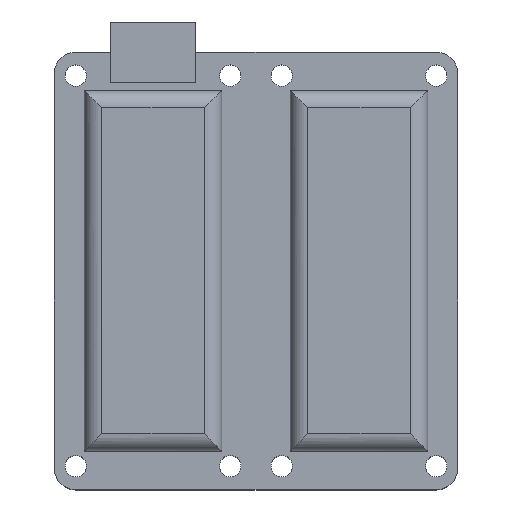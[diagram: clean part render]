
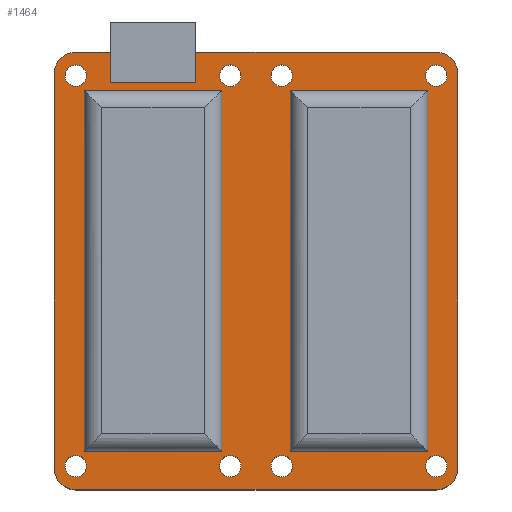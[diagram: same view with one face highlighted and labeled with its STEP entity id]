
A CAD part, top view. The second image highlights one B-rep face of the part: STEP entity #1464.
In plain terms, the highlighted planar face has unit normal (0, 0, 1).
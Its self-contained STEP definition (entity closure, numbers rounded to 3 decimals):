
#63=FACE_BOUND('',#295,.T.);
#64=FACE_BOUND('',#296,.T.);
#65=FACE_BOUND('',#297,.T.);
#66=FACE_BOUND('',#298,.T.);
#67=FACE_BOUND('',#299,.T.);
#68=FACE_BOUND('',#300,.T.);
#69=FACE_BOUND('',#301,.T.);
#70=FACE_BOUND('',#302,.T.);
#106=PLANE('',#1620);
#184=FACE_OUTER_BOUND('',#294,.T.);
#294=EDGE_LOOP('',(#1253,#1254,#1255,#1256,#1257,#1258,#1259,#1260));
#295=EDGE_LOOP('',(#1261));
#296=EDGE_LOOP('',(#1262));
#297=EDGE_LOOP('',(#1263));
#298=EDGE_LOOP('',(#1264));
#299=EDGE_LOOP('',(#1265));
#300=EDGE_LOOP('',(#1266));
#301=EDGE_LOOP('',(#1267));
#302=EDGE_LOOP('',(#1268));
#405=LINE('',#2298,#545);
#411=LINE('',#2334,#551);
#414=LINE('',#2342,#554);
#424=LINE('',#2380,#564);
#545=VECTOR('',#1873,10.);
#551=VECTOR('',#1909,10.);
#554=VECTOR('',#1918,10.);
#564=VECTOR('',#1966,10.);
#633=CIRCLE('',#1580,2.5);
#646=CIRCLE('',#1596,2.5);
#647=CIRCLE('',#1599,2.5);
#648=CIRCLE('',#1602,2.5);
#649=CIRCLE('',#1604,1.25);
#650=CIRCLE('',#1606,1.25);
#651=CIRCLE('',#1608,1.25);
#652=CIRCLE('',#1610,1.25);
#653=CIRCLE('',#1612,1.25);
#654=CIRCLE('',#1614,1.25);
#655=CIRCLE('',#1616,1.25);
#656=CIRCLE('',#1618,1.25);
#721=VERTEX_POINT('',#2285);
#722=VERTEX_POINT('',#2286);
#726=VERTEX_POINT('',#2296);
#740=VERTEX_POINT('',#2328);
#741=VERTEX_POINT('',#2332);
#742=VERTEX_POINT('',#2336);
#743=VERTEX_POINT('',#2340);
#744=VERTEX_POINT('',#2344);
#745=VERTEX_POINT('',#2348);
#746=VERTEX_POINT('',#2352);
#747=VERTEX_POINT('',#2356);
#748=VERTEX_POINT('',#2360);
#749=VERTEX_POINT('',#2364);
#750=VERTEX_POINT('',#2368);
#751=VERTEX_POINT('',#2372);
#752=VERTEX_POINT('',#2376);
#881=EDGE_CURVE('',#721,#722,#633,.T.);
#887=EDGE_CURVE('',#721,#726,#405,.T.);
#902=EDGE_CURVE('',#740,#726,#646,.T.);
#905=EDGE_CURVE('',#740,#741,#411,.T.);
#906=EDGE_CURVE('',#742,#741,#647,.T.);
#909=EDGE_CURVE('',#742,#743,#414,.T.);
#910=EDGE_CURVE('',#744,#743,#648,.T.);
#912=EDGE_CURVE('',#745,#745,#649,.T.);
#914=EDGE_CURVE('',#746,#746,#650,.T.);
#916=EDGE_CURVE('',#747,#747,#651,.T.);
#918=EDGE_CURVE('',#748,#748,#652,.T.);
#920=EDGE_CURVE('',#749,#749,#653,.T.);
#922=EDGE_CURVE('',#750,#750,#654,.T.);
#924=EDGE_CURVE('',#751,#751,#655,.T.);
#926=EDGE_CURVE('',#752,#752,#656,.T.);
#928=EDGE_CURVE('',#744,#722,#424,.T.);
#1253=ORIENTED_EDGE('',*,*,#881,.F.);
#1254=ORIENTED_EDGE('',*,*,#887,.T.);
#1255=ORIENTED_EDGE('',*,*,#902,.F.);
#1256=ORIENTED_EDGE('',*,*,#905,.T.);
#1257=ORIENTED_EDGE('',*,*,#906,.F.);
#1258=ORIENTED_EDGE('',*,*,#909,.T.);
#1259=ORIENTED_EDGE('',*,*,#910,.F.);
#1260=ORIENTED_EDGE('',*,*,#928,.T.);
#1261=ORIENTED_EDGE('',*,*,#926,.T.);
#1262=ORIENTED_EDGE('',*,*,#924,.T.);
#1263=ORIENTED_EDGE('',*,*,#922,.T.);
#1264=ORIENTED_EDGE('',*,*,#920,.T.);
#1265=ORIENTED_EDGE('',*,*,#918,.T.);
#1266=ORIENTED_EDGE('',*,*,#916,.T.);
#1267=ORIENTED_EDGE('',*,*,#914,.T.);
#1268=ORIENTED_EDGE('',*,*,#912,.T.);
#1464=ADVANCED_FACE('',(#184,#63,#64,#65,#66,#67,#68,#69,#70),#106,.T.);
#1580=AXIS2_PLACEMENT_3D('',#2287,#1863,#1864);
#1596=AXIS2_PLACEMENT_3D('',#2329,#1903,#1904);
#1599=AXIS2_PLACEMENT_3D('',#2337,#1912,#1913);
#1602=AXIS2_PLACEMENT_3D('',#2345,#1921,#1922);
#1604=AXIS2_PLACEMENT_3D('',#2349,#1926,#1927);
#1606=AXIS2_PLACEMENT_3D('',#2353,#1931,#1932);
#1608=AXIS2_PLACEMENT_3D('',#2357,#1936,#1937);
#1610=AXIS2_PLACEMENT_3D('',#2361,#1941,#1942);
#1612=AXIS2_PLACEMENT_3D('',#2365,#1946,#1947);
#1614=AXIS2_PLACEMENT_3D('',#2369,#1951,#1952);
#1616=AXIS2_PLACEMENT_3D('',#2373,#1956,#1957);
#1618=AXIS2_PLACEMENT_3D('',#2377,#1961,#1962);
#1620=AXIS2_PLACEMENT_3D('',#2381,#1967,#1968);
#1863=DIRECTION('center_axis',(0.,0.,-1.));
#1864=DIRECTION('ref_axis',(0.707,0.707,0.));
#1873=DIRECTION('',(-1.,0.,0.));
#1903=DIRECTION('center_axis',(0.,0.,-1.));
#1904=DIRECTION('ref_axis',(-0.707,0.707,0.));
#1909=DIRECTION('',(0.,-1.,0.));
#1912=DIRECTION('center_axis',(0.,0.,-1.));
#1913=DIRECTION('ref_axis',(-0.707,-0.707,0.));
#1918=DIRECTION('',(1.,0.,0.));
#1921=DIRECTION('center_axis',(0.,0.,-1.));
#1922=DIRECTION('ref_axis',(0.707,-0.707,0.));
#1926=DIRECTION('center_axis',(0.,0.,-1.));
#1927=DIRECTION('ref_axis',(1.,0.,0.));
#1931=DIRECTION('center_axis',(0.,0.,-1.));
#1932=DIRECTION('ref_axis',(1.,0.,0.));
#1936=DIRECTION('center_axis',(0.,0.,-1.));
#1937=DIRECTION('ref_axis',(1.,0.,0.));
#1941=DIRECTION('center_axis',(0.,0.,-1.));
#1942=DIRECTION('ref_axis',(1.,0.,0.));
#1946=DIRECTION('center_axis',(0.,0.,-1.));
#1947=DIRECTION('ref_axis',(1.,0.,0.));
#1951=DIRECTION('center_axis',(0.,0.,-1.));
#1952=DIRECTION('ref_axis',(1.,0.,0.));
#1956=DIRECTION('center_axis',(0.,0.,-1.));
#1957=DIRECTION('ref_axis',(1.,0.,0.));
#1961=DIRECTION('center_axis',(0.,0.,-1.));
#1962=DIRECTION('ref_axis',(1.,0.,0.));
#1966=DIRECTION('',(0.,1.,0.));
#1967=DIRECTION('center_axis',(0.,0.,1.));
#1968=DIRECTION('ref_axis',(1.,0.,0.));
#2285=CARTESIAN_POINT('',(21.,25.5,14.2));
#2286=CARTESIAN_POINT('',(23.5,23.,14.2));
#2287=CARTESIAN_POINT('Origin',(21.,23.,14.2));
#2296=CARTESIAN_POINT('',(-21.,25.5,14.2));
#2298=CARTESIAN_POINT('',(-23.5,25.5,14.2));
#2328=CARTESIAN_POINT('',(-23.5,23.,14.2));
#2329=CARTESIAN_POINT('Origin',(-21.,23.,14.2));
#2332=CARTESIAN_POINT('',(-23.5,-23.,14.2));
#2334=CARTESIAN_POINT('',(-23.5,-25.5,14.2));
#2336=CARTESIAN_POINT('',(-21.,-25.5,14.2));
#2337=CARTESIAN_POINT('Origin',(-21.,-23.,14.2));
#2340=CARTESIAN_POINT('',(21.,-25.5,14.2));
#2342=CARTESIAN_POINT('',(23.5,-25.5,14.2));
#2344=CARTESIAN_POINT('',(23.5,-23.,14.2));
#2345=CARTESIAN_POINT('Origin',(21.,-23.,14.2));
#2348=CARTESIAN_POINT('',(-22.25,22.75,14.2));
#2349=CARTESIAN_POINT('Origin',(-21.,22.75,14.2));
#2352=CARTESIAN_POINT('',(-4.25,22.75,14.2));
#2353=CARTESIAN_POINT('Origin',(-3.,22.75,14.2));
#2356=CARTESIAN_POINT('',(19.75,22.75,14.2));
#2357=CARTESIAN_POINT('Origin',(21.,22.75,14.2));
#2360=CARTESIAN_POINT('',(1.75,-22.75,14.2));
#2361=CARTESIAN_POINT('Origin',(3.,-22.75,14.2));
#2364=CARTESIAN_POINT('',(19.75,-22.75,14.2));
#2365=CARTESIAN_POINT('Origin',(21.,-22.75,14.2));
#2368=CARTESIAN_POINT('',(1.75,22.75,14.2));
#2369=CARTESIAN_POINT('Origin',(3.,22.75,14.2));
#2372=CARTESIAN_POINT('',(-22.25,-22.75,14.2));
#2373=CARTESIAN_POINT('Origin',(-21.,-22.75,14.2));
#2376=CARTESIAN_POINT('',(-4.25,-22.75,14.2));
#2377=CARTESIAN_POINT('Origin',(-3.,-22.75,14.2));
#2380=CARTESIAN_POINT('',(23.5,25.5,14.2));
#2381=CARTESIAN_POINT('Origin',(0.,0.,14.2));
